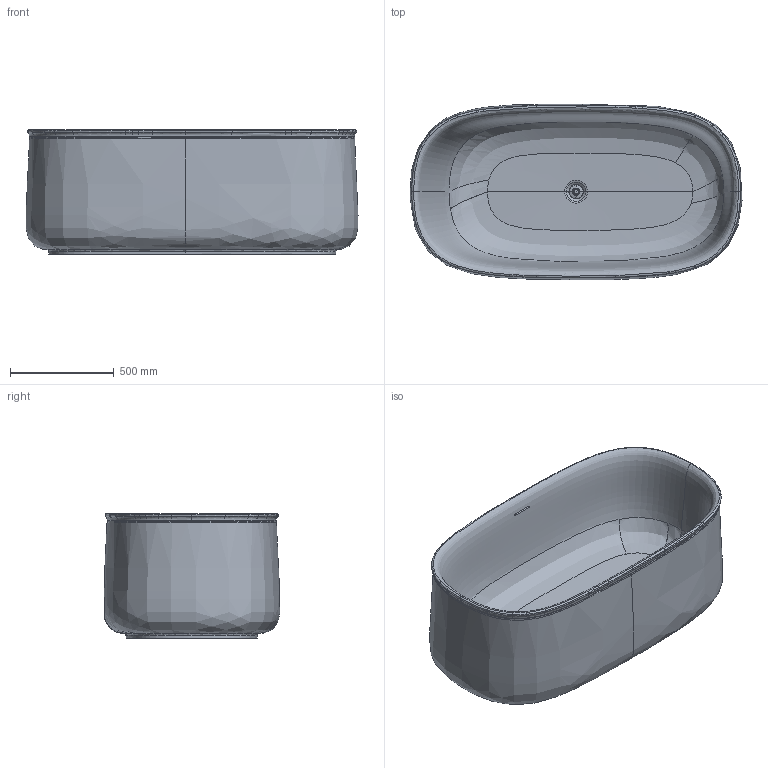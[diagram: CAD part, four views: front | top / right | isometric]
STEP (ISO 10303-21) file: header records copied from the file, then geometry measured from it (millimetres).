
FILE_DESCRIPTION(/* description */ (''),/* implementation_level */ '2;1');
FILE_NAME(/* name */ '700462',/* time_stamp */ '2022-02-09T11:54:19+01:00',/* author */ (''),/* organization */ (''),/* preprocessor_version */ 'ST-DEVELOPER v15',/* originating_system */ '',/* authorisation */ '');
FILE_SCHEMA (('AUTOMOTIVE_DESIGN'));
Length unit declared in the file: millimetre
Products named in the file (1): Document
Bounding box: 1597.19 x 843.78 x 600 mm (x, y, z)
Volume: 65916722.2 mm3; surface area: 10049207.2 mm2
Topology: 4 solids, 4 shells, 366 faces, 858 edges, 497 vertices
Faces by surface type: bspline 337, plane 29
Entity records: 185340 total; most frequent: CARTESIAN_POINT 180557, ORIENTED_EDGE 1708, EDGE_CURVE 854, VERTEX_POINT 497, B_SPLINE_CURVE_WITH_KNOTS 403, EDGE_LOOP 381, ADVANCED_FACE 366, FACE_OUTER_BOUND 366
